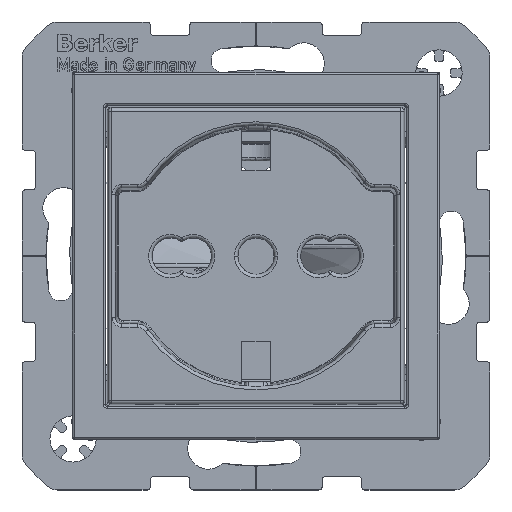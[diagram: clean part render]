
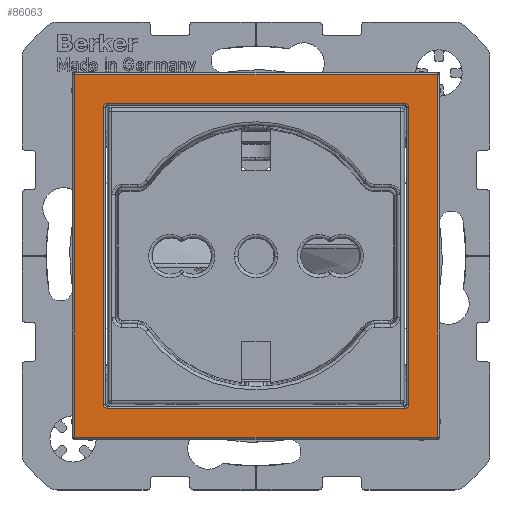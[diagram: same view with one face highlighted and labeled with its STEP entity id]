
A CAD part, top view. The second image highlights one B-rep face of the part: STEP entity #86063.
In plain terms, the highlighted face is planar.
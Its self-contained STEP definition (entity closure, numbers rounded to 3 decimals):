
#66642=DIRECTION('',(1.,0.,0.));
#66643=VECTOR('',#66642,54.881);
#66644=CARTESIAN_POINT('',(-27.44,6.2,27.44));
#66645=LINE('12139',#66644,#66643);
#66650=DIRECTION('',(0.,0.,1.));
#66651=VECTOR('',#66650,54.881);
#66652=CARTESIAN_POINT('',(-27.44,6.2,-27.44));
#66653=LINE('12142',#66652,#66651);
#66657=DIRECTION('',(-1.,0.,0.));
#66658=VECTOR('',#66657,54.881);
#66659=CARTESIAN_POINT('',(27.44,6.2,-27.44));
#66660=LINE('12147',#66659,#66658);
#66664=DIRECTION('',(0.,0.,-1.));
#66665=VECTOR('',#66664,54.881);
#66666=CARTESIAN_POINT('',(27.44,6.2,27.44));
#66667=LINE('12151',#66666,#66665);
#66671=DIRECTION('',(0.,0.,-1.));
#66672=VECTOR('',#66671,45.006);
#66673=CARTESIAN_POINT('',(23.103,6.2,22.503));
#66674=LINE('15431',#66673,#66672);
#66678=CARTESIAN_POINT('',(22.503,6.2,-23.103));
#66679=CARTESIAN_POINT('',(22.527,6.2,
-23.103));
#66680=CARTESIAN_POINT('',(22.574,6.2,
-23.1));
#66681=CARTESIAN_POINT('',(22.646,6.2,
-23.087));
#66682=CARTESIAN_POINT('',(22.716,6.2,
-23.066));
#66683=CARTESIAN_POINT('',(22.782,6.2,
-23.036));
#66684=CARTESIAN_POINT('',(22.845,6.2,
-22.998));
#66685=CARTESIAN_POINT('',(22.902,6.2,
-22.953));
#66686=CARTESIAN_POINT('',(22.953,6.2,
-22.902));
#66687=CARTESIAN_POINT('',(22.998,6.2,
-22.845));
#66688=CARTESIAN_POINT('',(23.036,6.2,
-22.782));
#66689=CARTESIAN_POINT('',(23.066,6.2,
-22.716));
#66690=CARTESIAN_POINT('',(23.087,6.2,
-22.646));
#66691=CARTESIAN_POINT('',(23.1,6.2,
-22.574));
#66692=CARTESIAN_POINT('',(23.103,6.2,
-22.527));
#66693=CARTESIAN_POINT('',(23.103,6.2,-22.503));
#66698=DIRECTION('',(-1.,0.,0.));
#66699=VECTOR('',#66698,45.006);
#66700=CARTESIAN_POINT('',(22.503,6.2,-23.103));
#66701=LINE('15438',#66700,#66699);
#66705=CARTESIAN_POINT('',(-23.103,6.2,-22.503));
#66706=CARTESIAN_POINT('',(-23.103,6.2,
-22.527));
#66707=CARTESIAN_POINT('',(-23.1,6.2,
-22.574));
#66708=CARTESIAN_POINT('',(-23.087,6.2,
-22.646));
#66709=CARTESIAN_POINT('',(-23.066,6.2,
-22.716));
#66710=CARTESIAN_POINT('',(-23.036,6.2,
-22.782));
#66711=CARTESIAN_POINT('',(-22.998,6.2,
-22.845));
#66712=CARTESIAN_POINT('',(-22.953,6.2,
-22.902));
#66713=CARTESIAN_POINT('',(-22.902,6.2,
-22.953));
#66714=CARTESIAN_POINT('',(-22.845,6.2,
-22.998));
#66715=CARTESIAN_POINT('',(-22.782,6.2,
-23.036));
#66716=CARTESIAN_POINT('',(-22.716,6.2,
-23.066));
#66717=CARTESIAN_POINT('',(-22.646,6.2,
-23.087));
#66718=CARTESIAN_POINT('',(-22.574,6.2,
-23.1));
#66719=CARTESIAN_POINT('',(-22.527,6.2,
-23.103));
#66720=CARTESIAN_POINT('',(-22.503,6.2,-23.103));
#66725=DIRECTION('',(0.,0.,1.));
#66726=VECTOR('',#66725,45.006);
#66727=CARTESIAN_POINT('',(-23.103,6.2,-22.503));
#66728=LINE('15435',#66727,#66726);
#66732=CARTESIAN_POINT('',(-22.503,6.2,23.103));
#66733=CARTESIAN_POINT('',(-22.527,6.2,
23.103));
#66734=CARTESIAN_POINT('',(-22.574,6.2,
23.1));
#66735=CARTESIAN_POINT('',(-22.646,6.2,
23.087));
#66736=CARTESIAN_POINT('',(-22.716,6.2,
23.066));
#66737=CARTESIAN_POINT('',(-22.782,6.2,
23.036));
#66738=CARTESIAN_POINT('',(-22.845,6.2,
22.998));
#66739=CARTESIAN_POINT('',(-22.902,6.2,
22.953));
#66740=CARTESIAN_POINT('',(-22.953,6.2,
22.902));
#66741=CARTESIAN_POINT('',(-22.998,6.2,
22.845));
#66742=CARTESIAN_POINT('',(-23.036,6.2,
22.782));
#66743=CARTESIAN_POINT('',(-23.066,6.2,
22.716));
#66744=CARTESIAN_POINT('',(-23.087,6.2,
22.646));
#66745=CARTESIAN_POINT('',(-23.1,6.2,
22.574));
#66746=CARTESIAN_POINT('',(-23.103,6.2,
22.527));
#66747=CARTESIAN_POINT('',(-23.103,6.2,22.503));
#66752=DIRECTION('',(1.,0.,0.));
#66753=VECTOR('',#66752,45.006);
#66754=CARTESIAN_POINT('',(-22.503,6.2,23.103));
#66755=LINE('15433',#66754,#66753);
#66759=CARTESIAN_POINT('',(23.103,6.2,22.503));
#66760=CARTESIAN_POINT('',(23.103,6.2,22.527));
#66761=CARTESIAN_POINT('',(23.1,6.2,22.574));
#66762=CARTESIAN_POINT('',(23.087,6.2,22.646));
#66763=CARTESIAN_POINT('',(23.066,6.2,22.716));
#66764=CARTESIAN_POINT('',(23.036,6.2,22.782));
#66765=CARTESIAN_POINT('',(22.998,6.2,22.845));
#66766=CARTESIAN_POINT('',(22.953,6.2,22.902));
#66767=CARTESIAN_POINT('',(22.902,6.2,22.953));
#66768=CARTESIAN_POINT('',(22.845,6.2,22.998));
#66769=CARTESIAN_POINT('',(22.782,6.2,23.036));
#66770=CARTESIAN_POINT('',(22.716,6.2,23.066));
#66771=CARTESIAN_POINT('',(22.646,6.2,23.087));
#66772=CARTESIAN_POINT('',(22.574,6.2,23.1));
#66773=CARTESIAN_POINT('',(22.527,6.2,23.103));
#66774=CARTESIAN_POINT('',(22.503,6.2,23.103));
#84419=CARTESIAN_POINT('',(-27.44,6.2,27.44));
#84420=CARTESIAN_POINT('',(27.44,6.2,27.44));
#84421=VERTEX_POINT('',#84419);
#84422=VERTEX_POINT('',#84420);
#84429=CARTESIAN_POINT('',(-27.44,6.2,-27.44));
#84430=VERTEX_POINT('',#84429);
#84441=CARTESIAN_POINT('',(27.44,6.2,-27.44));
#84442=VERTEX_POINT('',#84441);
#84975=CARTESIAN_POINT('',(23.103,6.2,22.503));
#84976=CARTESIAN_POINT('',(23.103,6.2,-22.503));
#84977=VERTEX_POINT('',#84975);
#84978=VERTEX_POINT('',#84976);
#84981=CARTESIAN_POINT('',(-22.503,6.2,23.103));
#84982=CARTESIAN_POINT('',(22.503,6.2,23.103));
#84983=VERTEX_POINT('',#84981);
#84984=VERTEX_POINT('',#84982);
#84987=CARTESIAN_POINT('',(-23.103,6.2,-22.503));
#84988=CARTESIAN_POINT('',(-23.103,6.2,22.503));
#84989=VERTEX_POINT('',#84987);
#84990=VERTEX_POINT('',#84988);
#84991=CARTESIAN_POINT('',(22.503,6.2,-23.103));
#84992=CARTESIAN_POINT('',(-22.503,6.2,-23.103));
#84993=VERTEX_POINT('',#84991);
#84994=VERTEX_POINT('',#84992);
#86030=CARTESIAN_POINT('',(0.,6.2,0.));
#86031=DIRECTION('',(0.,1.,0.));
#86032=DIRECTION('',(0.,0.,-1.));
#86033=AXIS2_PLACEMENT_3D('',#86030,#86031,#86032);
#86034=PLANE('12049',#86033);
#86036=ORIENTED_EDGE('12139',*,*,#86035,.F.);
#86038=ORIENTED_EDGE('12142',*,*,#86037,.F.);
#86040=ORIENTED_EDGE('12147',*,*,#86039,.F.);
#86042=ORIENTED_EDGE('12151',*,*,#86041,.F.);
#86043=EDGE_LOOP('12049',(#86036,#86038,#86040,#86042));
#86044=FACE_OUTER_BOUND('12049',#86043,.F.);
#86046=ORIENTED_EDGE('15431',*,*,#86045,.T.);
#86048=ORIENTED_EDGE('15440',*,*,#86047,.F.);
#86050=ORIENTED_EDGE('15438',*,*,#86049,.T.);
#86052=ORIENTED_EDGE('15439',*,*,#86051,.F.);
#86054=ORIENTED_EDGE('15435',*,*,#86053,.T.);
#86056=ORIENTED_EDGE('15441',*,*,#86055,.F.);
#86058=ORIENTED_EDGE('15433',*,*,#86057,.T.);
#86060=ORIENTED_EDGE('16358',*,*,#86059,.F.);
#86061=EDGE_LOOP('12049',(#86046,#86048,#86050,#86052,#86054,#86056,#86058,
#86060));
#86062=FACE_BOUND('12049',#86061,.F.);
#86063=ADVANCED_FACE('12049',(#86044,#86062),#86034,.T.);
#66694=B_SPLINE_CURVE_WITH_KNOTS('15440',3,(#66678,#66679,#66680,#66681,#66682,
#66683,#66684,#66685,#66686,#66687,#66688,#66689,#66690,#66691,#66692,#66693),
.UNSPECIFIED.,.F.,.F.,(4,1,1,1,1,1,1,1,1,1,1,1,1,4),(0.,0.077,
0.154,0.231,0.308,0.385,
0.462,0.538,0.615,0.692,
0.769,0.846,0.923,1.),.UNSPECIFIED.);
#66721=B_SPLINE_CURVE_WITH_KNOTS('15439',3,(#66705,#66706,#66707,#66708,#66709,
#66710,#66711,#66712,#66713,#66714,#66715,#66716,#66717,#66718,#66719,#66720),
.UNSPECIFIED.,.F.,.F.,(4,1,1,1,1,1,1,1,1,1,1,1,1,4),(0.,0.077,
0.154,0.231,0.308,0.385,
0.462,0.538,0.615,0.692,
0.769,0.846,0.923,1.),.UNSPECIFIED.);
#66748=B_SPLINE_CURVE_WITH_KNOTS('15441',3,(#66732,#66733,#66734,#66735,#66736,
#66737,#66738,#66739,#66740,#66741,#66742,#66743,#66744,#66745,#66746,#66747),
.UNSPECIFIED.,.F.,.F.,(4,1,1,1,1,1,1,1,1,1,1,1,1,4),(0.,0.077,
0.154,0.231,0.308,0.385,
0.462,0.538,0.615,0.692,
0.769,0.846,0.923,1.),.UNSPECIFIED.);
#66775=B_SPLINE_CURVE_WITH_KNOTS('16358',3,(#66759,#66760,#66761,#66762,#66763,
#66764,#66765,#66766,#66767,#66768,#66769,#66770,#66771,#66772,#66773,#66774),
.UNSPECIFIED.,.F.,.F.,(4,1,1,1,1,1,1,1,1,1,1,1,1,4),(0.,0.077,
0.154,0.231,0.308,0.385,
0.462,0.538,0.615,0.692,
0.769,0.846,0.923,1.),.UNSPECIFIED.);
#86035=EDGE_CURVE('12139',#84421,#84422,#66645,.T.);
#86037=EDGE_CURVE('12142',#84430,#84421,#66653,.T.);
#86039=EDGE_CURVE('12147',#84442,#84430,#66660,.T.);
#86041=EDGE_CURVE('12151',#84422,#84442,#66667,.T.);
#86045=EDGE_CURVE('15431',#84977,#84978,#66674,.T.);
#86047=EDGE_CURVE('15440',#84993,#84978,#66694,.T.);
#86049=EDGE_CURVE('15438',#84993,#84994,#66701,.T.);
#86051=EDGE_CURVE('15439',#84989,#84994,#66721,.T.);
#86053=EDGE_CURVE('15435',#84989,#84990,#66728,.T.);
#86055=EDGE_CURVE('15441',#84983,#84990,#66748,.T.);
#86057=EDGE_CURVE('15433',#84983,#84984,#66755,.T.);
#86059=EDGE_CURVE('16358',#84977,#84984,#66775,.T.);
